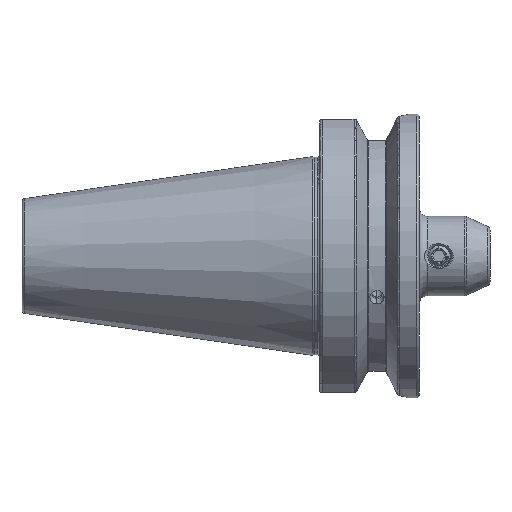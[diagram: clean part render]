
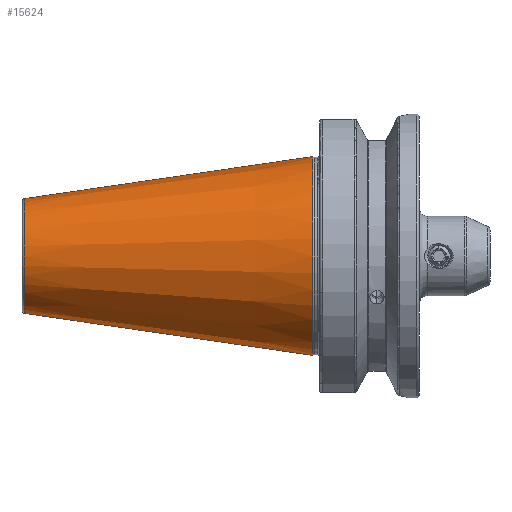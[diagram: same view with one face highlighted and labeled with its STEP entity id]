
A CAD part, front view. The second image highlights one B-rep face of the part: STEP entity #15624.
In plain terms, the highlighted conical face has half-angle 8.297 degrees and reference radius 34.998 mm.
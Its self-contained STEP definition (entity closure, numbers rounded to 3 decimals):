
#1196 = DIRECTION ( 'NONE',  ( 0.99, 0., 0.144 ) ) ;
#1207 = CARTESIAN_POINT ( 'NONE',  ( -2.5, 0., 34.998 ) ) ;
#1710 = CARTESIAN_POINT ( 'NONE',  ( -103.944, 0., -20.204 ) ) ;
#5275 = DIRECTION ( 'NONE',  ( 0.99, 0., -0.144 ) ) ;
#5277 = CARTESIAN_POINT ( 'NONE',  ( -2.5, 0., -34.998 ) ) ;
#6329 = EDGE_LOOP ( 'NONE', ( #15677, #15622, #15661, #15693 ) ) ;
#7213 = EDGE_CURVE ( 'NONE', #10394, #20236, #17222, .T. ) ;
#7281 = EDGE_CURVE ( 'NONE', #20237, #20236, #17224, .T. ) ;
#7296 = EDGE_CURVE ( 'NONE', #17071, #10394, #17263, .T. ) ;
#7434 = EDGE_CURVE ( 'NONE', #17071, #20237, #17361, .T. ) ;
#10020 = AXIS2_PLACEMENT_3D ( 'NONE', #13282, #13255, #13277 ) ;
#10199 = AXIS2_PLACEMENT_3D ( 'NONE', #19465, #19456, #19458 ) ;
#10201 = AXIS2_PLACEMENT_3D ( 'NONE', #19340, #19344, #19345 ) ;
#10394 = VERTEX_POINT ( 'NONE', #1710 ) ;
#13255 = DIRECTION ( 'NONE',  ( 1., 0., 0. ) ) ;
#13277 = DIRECTION ( 'NONE',  ( 0., 0., -1. ) ) ;
#13282 = CARTESIAN_POINT ( 'NONE',  ( -2.5, 0., 0. ) ) ;
#14592 = CARTESIAN_POINT ( 'NONE',  ( -103.944, 0., 20.204 ) ) ;
#14685 = CARTESIAN_POINT ( 'NONE',  ( -2.5, 0., -34.998 ) ) ;
#14687 = CARTESIAN_POINT ( 'NONE',  ( -2.5, 0., 34.998 ) ) ;
#15622 = ORIENTED_EDGE ( 'NONE', *, *, #7296, .T. ) ;
#15624 = ADVANCED_FACE ( 'NONE', ( #17549 ), #17540, .T. ) ;
#15661 = ORIENTED_EDGE ( 'NONE', *, *, #7213, .T. ) ;
#15677 = ORIENTED_EDGE ( 'NONE', *, *, #7434, .F. ) ;
#15693 = ORIENTED_EDGE ( 'NONE', *, *, #7281, .F. ) ;
#17071 = VERTEX_POINT ( 'NONE', #14592 ) ;
#17218 = VECTOR ( 'NONE', #5275, 1000. ) ;
#17222 = LINE ( 'NONE', #5277, #17218 ) ;
#17224 = CIRCLE ( 'NONE', #10201, 34.998 ) ;
#17263 = CIRCLE ( 'NONE', #10199, 20.204 ) ;
#17361 = LINE ( 'NONE', #1207, #17362 ) ;
#17362 = VECTOR ( 'NONE', #1196, 1000. ) ;
#17540 = CONICAL_SURFACE ( 'NONE', #10020, 34.998, 0.145 ) ;
#17549 = FACE_OUTER_BOUND ( 'NONE', #6329, .T. ) ;
#19340 = CARTESIAN_POINT ( 'NONE',  ( -2.5, 0., 0. ) ) ;
#19344 = DIRECTION ( 'NONE',  ( 1., 0., 0. ) ) ;
#19345 = DIRECTION ( 'NONE',  ( 0., 0., -1. ) ) ;
#19456 = DIRECTION ( 'NONE',  ( 1., 0., 0. ) ) ;
#19458 = DIRECTION ( 'NONE',  ( 0., 0., -1. ) ) ;
#19465 = CARTESIAN_POINT ( 'NONE',  ( -103.944, 0., 0. ) ) ;
#20236 = VERTEX_POINT ( 'NONE', #14685 ) ;
#20237 = VERTEX_POINT ( 'NONE', #14687 ) ;
